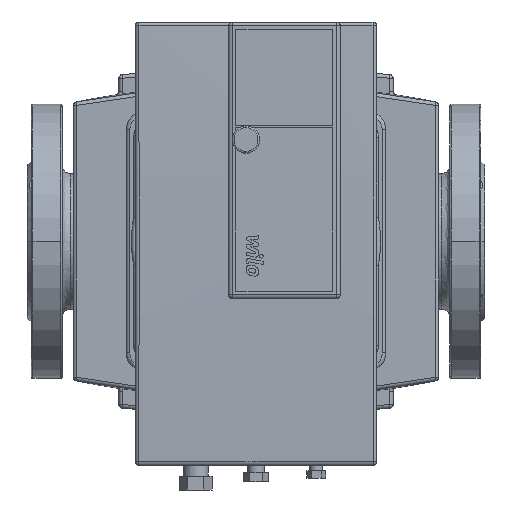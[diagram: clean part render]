
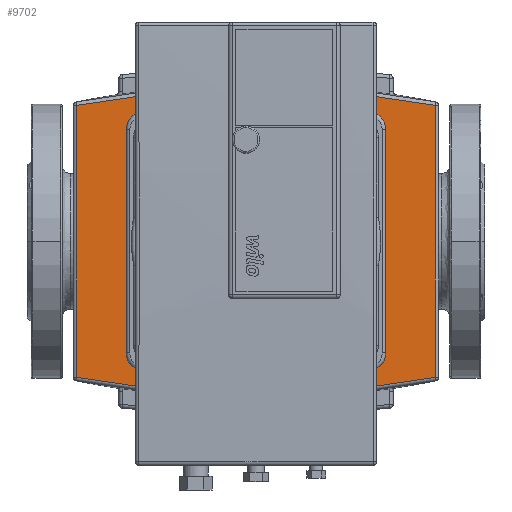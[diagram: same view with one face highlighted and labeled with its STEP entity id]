
A CAD part, front view. The second image highlights one B-rep face of the part: STEP entity #9702.
In plain terms, the highlighted planar face has unit normal (0, -1, 0).
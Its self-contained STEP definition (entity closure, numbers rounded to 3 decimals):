
#9254=CARTESIAN_POINT('',(27.,-60.5,74.361));
#9255=VERTEX_POINT('',#9254);
#9289=CARTESIAN_POINT('',(27.,-60.5,-74.361));
#9290=VERTEX_POINT('',#9289);
#9315=CARTESIAN_POINT('',(223.0,-60.5,74.361));
#9316=VERTEX_POINT('',#9315);
#9348=CARTESIAN_POINT('',(223.,-60.5,-74.361));
#9349=VERTEX_POINT('',#9348);
#9391=CARTESIAN_POINT('',(223.0,-60.5,74.361));
#9392=DIRECTION('',(0.0,0.0,-1.0));
#9393=VECTOR('',#9392,148.722);
#9394=LINE('',#9391,#9393);
#9395=EDGE_CURVE('',#9316,#9349,#9394,.T.);
#9414=CARTESIAN_POINT('',(125.,-60.5,419.));
#9415=DIRECTION('',(0.0,1.0,0.0));
#9416=DIRECTION('',(0.0,0.0,-1.0));
#9417=AXIS2_PLACEMENT_3D('',#9414,#9415,#9416);
#9418=CIRCLE('',#9417,503.);
#9419=EDGE_CURVE('',#9349,#9290,#9418,.T.);
#9438=CARTESIAN_POINT('',(125.,-60.5,-419.));
#9439=DIRECTION('',(0.0,1.0,0.0));
#9440=DIRECTION('',(0.0,0.0,1.0));
#9441=AXIS2_PLACEMENT_3D('',#9438,#9439,#9440);
#9442=CIRCLE('',#9441,503.);
#9443=EDGE_CURVE('',#9255,#9316,#9442,.T.);
#9461=CARTESIAN_POINT('',(27.,-60.5,-74.361));
#9462=DIRECTION('',(0.0,0.0,1.0));
#9463=VECTOR('',#9462,148.722);
#9464=LINE('',#9461,#9463);
#9465=EDGE_CURVE('',#9290,#9255,#9464,.T.);
#9621=CARTESIAN_POINT('',(125.,-60.5,0.));
#9622=DIRECTION('',(0.0,1.0,0.0));
#9623=DIRECTION('',(0.0,0.0,1.0));
#9624=AXIS2_PLACEMENT_3D('',#9621,#9622,#9623);
#9625=PLANE('',#9624);
#9626=ORIENTED_EDGE('',*,*,#9395,.F.);
#9627=ORIENTED_EDGE('',*,*,#9443,.F.);
#9628=ORIENTED_EDGE('',*,*,#9465,.F.);
#9629=ORIENTED_EDGE('',*,*,#9419,.F.);
#9630=EDGE_LOOP('',(#9626,#9627,#9628,#9629));
#9631=FACE_OUTER_BOUND('',#9630,.T.);
#9632=CARTESIAN_POINT('',(186.,-60.5,-71.));
#9633=VERTEX_POINT('',#9632);
#9634=CARTESIAN_POINT('',(64.,-60.5,-71.));
#9635=VERTEX_POINT('',#9634);
#9636=CARTESIAN_POINT('',(186.,-60.5,-71.));
#9637=DIRECTION('',(-1.0,0.0,0.0));
#9638=VECTOR('',#9637,122.);
#9639=LINE('',#9636,#9638);
#9640=EDGE_CURVE('',#9633,#9635,#9639,.T.);
#9641=ORIENTED_EDGE('',*,*,#9640,.T.);
#9642=CARTESIAN_POINT('',(54.,-60.5,-61.));
#9643=VERTEX_POINT('',#9642);
#9644=CARTESIAN_POINT('',(64.,-60.5,-61.));
#9645=DIRECTION('',(0.,1.,0.));
#9646=DIRECTION('',(-0.707,0.,-0.707));
#9647=AXIS2_PLACEMENT_3D('',#9644,#9645,#9646);
#9648=CIRCLE('',#9647,10.);
#9649=EDGE_CURVE('',#9643,#9635,#9648,.F.);
#9650=ORIENTED_EDGE('',*,*,#9649,.F.);
#9651=CARTESIAN_POINT('',(54.,-60.5,61.));
#9652=VERTEX_POINT('',#9651);
#9653=CARTESIAN_POINT('',(54.,-60.5,-61.));
#9654=DIRECTION('',(0.0,0.0,1.0));
#9655=VECTOR('',#9654,122.);
#9656=LINE('',#9653,#9655);
#9657=EDGE_CURVE('',#9643,#9652,#9656,.T.);
#9658=ORIENTED_EDGE('',*,*,#9657,.T.);
#9659=CARTESIAN_POINT('',(64.,-60.5,71.));
#9660=VERTEX_POINT('',#9659);
#9661=CARTESIAN_POINT('',(64.,-60.5,61.));
#9662=DIRECTION('',(0.,1.,0.));
#9663=DIRECTION('',(-0.707,0.,0.707));
#9664=AXIS2_PLACEMENT_3D('',#9661,#9662,#9663);
#9665=CIRCLE('',#9664,10.);
#9666=EDGE_CURVE('',#9660,#9652,#9665,.F.);
#9667=ORIENTED_EDGE('',*,*,#9666,.F.);
#9668=CARTESIAN_POINT('',(186.0,-60.5,71.));
#9669=VERTEX_POINT('',#9668);
#9670=CARTESIAN_POINT('',(64.,-60.5,71.));
#9671=DIRECTION('',(1.0,0.0,0.0));
#9672=VECTOR('',#9671,122.);
#9673=LINE('',#9670,#9672);
#9674=EDGE_CURVE('',#9660,#9669,#9673,.T.);
#9675=ORIENTED_EDGE('',*,*,#9674,.T.);
#9676=CARTESIAN_POINT('',(196.0,-60.5,61.));
#9677=VERTEX_POINT('',#9676);
#9678=CARTESIAN_POINT('',(186.0,-60.5,61.));
#9679=DIRECTION('',(0.,1.,0.));
#9680=DIRECTION('',(0.707,0.,0.707));
#9681=AXIS2_PLACEMENT_3D('',#9678,#9679,#9680);
#9682=CIRCLE('',#9681,10.);
#9683=EDGE_CURVE('',#9677,#9669,#9682,.F.);
#9684=ORIENTED_EDGE('',*,*,#9683,.F.);
#9685=CARTESIAN_POINT('',(196.,-60.5,-61.));
#9686=VERTEX_POINT('',#9685);
#9687=CARTESIAN_POINT('',(196.0,-60.5,61.));
#9688=DIRECTION('',(0.0,0.0,-1.0));
#9689=VECTOR('',#9688,122.);
#9690=LINE('',#9687,#9689);
#9691=EDGE_CURVE('',#9677,#9686,#9690,.T.);
#9692=ORIENTED_EDGE('',*,*,#9691,.T.);
#9693=CARTESIAN_POINT('',(186.,-60.5,-61.));
#9694=DIRECTION('',(0.,1.,0.));
#9695=DIRECTION('',(0.707,0.,-0.707));
#9696=AXIS2_PLACEMENT_3D('',#9693,#9694,#9695);
#9697=CIRCLE('',#9696,10.0);
#9698=EDGE_CURVE('',#9633,#9686,#9697,.F.);
#9699=ORIENTED_EDGE('',*,*,#9698,.F.);
#9700=EDGE_LOOP('',(#9641,#9650,#9658,#9667,#9675,#9684,#9692,#9699));
#9701=FACE_BOUND('',#9700,.T.);
#9702=ADVANCED_FACE('',(#9631,#9701),#9625,.F.);
